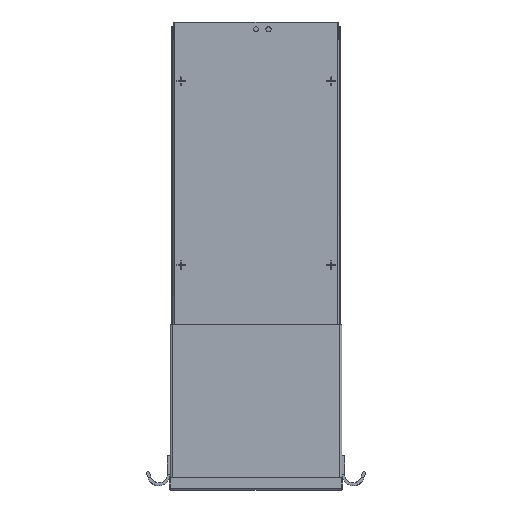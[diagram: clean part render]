
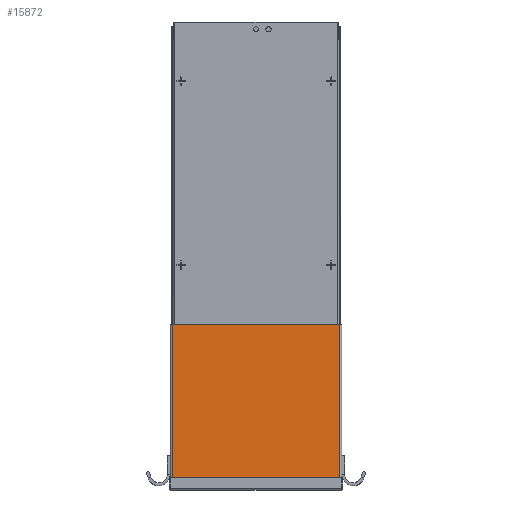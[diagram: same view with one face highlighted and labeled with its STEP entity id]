
A CAD part, front view. The second image highlights one B-rep face of the part: STEP entity #15872.
In plain terms, the highlighted planar face has unit normal (0, -1, 0).
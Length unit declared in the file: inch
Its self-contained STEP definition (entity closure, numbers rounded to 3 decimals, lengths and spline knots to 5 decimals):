
#25 = ORIENTED_EDGE ( 'NONE', *, *, #3872, .T. ) ;
#328 = EDGE_LOOP ( 'NONE', ( #25, #5197, #7329, #20403 ) ) ;
#416 = CARTESIAN_POINT ( 'NONE',  ( -5.0127, -0.0598, 4.9375 ) ) ;
#517 = LINE ( 'NONE', #3289, #13318 ) ;
#1983 = DIRECTION ( 'NONE',  ( 0., 0., 1. ) ) ;
#2329 = EDGE_CURVE ( 'NONE', #4689, #8658, #10117, .T. ) ;
#2409 = LINE ( 'NONE', #8220, #19718 ) ;
#3077 = CARTESIAN_POINT ( 'NONE',  ( 5.0127, -0.0598, -4.9375 ) ) ;
#3183 = DIRECTION ( 'NONE',  ( 1., 0., 0. ) ) ;
#3289 = CARTESIAN_POINT ( 'NONE',  ( 5.0127, -0.0598, -4.9375 ) ) ;
#3757 = CARTESIAN_POINT ( 'NONE',  ( -5.0127, -0.0598, 4.9375 ) ) ;
#3779 = CARTESIAN_POINT ( 'NONE',  ( 5.0127, -0.0598, 4.9375 ) ) ;
#3841 = AXIS2_PLACEMENT_3D ( 'NONE', #10325, #12002, #1983 ) ;
#3872 = EDGE_CURVE ( 'NONE', #4689, #5308, #20836, .T. ) ;
#4233 = CARTESIAN_POINT ( 'NONE',  ( -5.1475, -0.0598, 4.9375 ) ) ;
#4689 = VERTEX_POINT ( 'NONE', #416 ) ;
#4972 = DIRECTION ( 'NONE',  ( 0., 0., 1. ) ) ;
#5197 = ORIENTED_EDGE ( 'NONE', *, *, #13950, .F. ) ;
#5308 = VERTEX_POINT ( 'NONE', #10468 ) ;
#6791 = FACE_OUTER_BOUND ( 'NONE', #328, .T. ) ;
#7329 = ORIENTED_EDGE ( 'NONE', *, *, #16238, .T. ) ;
#7482 = VECTOR ( 'NONE', #15483, 39.37008 ) ;
#8220 = CARTESIAN_POINT ( 'NONE',  ( -5.1475, -0.0598, -4.9375 ) ) ;
#8648 = PLANE ( 'NONE',  #3841 ) ;
#8658 = VERTEX_POINT ( 'NONE', #3779 ) ;
#10117 = LINE ( 'NONE', #4233, #14593 ) ;
#10325 = CARTESIAN_POINT ( 'NONE',  ( 0., -0.0598, 0. ) ) ;
#10468 = CARTESIAN_POINT ( 'NONE',  ( -5.0127, -0.0598, -4.9375 ) ) ;
#11584 = DIRECTION ( 'NONE',  ( -1., 0., 0. ) ) ;
#12002 = DIRECTION ( 'NONE',  ( 0., 1., 0. ) ) ;
#13318 = VECTOR ( 'NONE', #4972, 39.37008 ) ;
#13950 = EDGE_CURVE ( 'NONE', #14457, #5308, #2409, .T. ) ;
#14457 = VERTEX_POINT ( 'NONE', #3077 ) ;
#14593 = VECTOR ( 'NONE', #3183, 39.37008 ) ;
#15483 = DIRECTION ( 'NONE',  ( 0., 0., -1. ) ) ;
#15872 = ADVANCED_FACE ( 'NONE', ( #6791 ), #8648, .F. ) ;
#16238 = EDGE_CURVE ( 'NONE', #14457, #8658, #517, .T. ) ;
#19718 = VECTOR ( 'NONE', #11584, 39.37008 ) ;
#20403 = ORIENTED_EDGE ( 'NONE', *, *, #2329, .F. ) ;
#20836 = LINE ( 'NONE', #3757, #7482 ) ;
